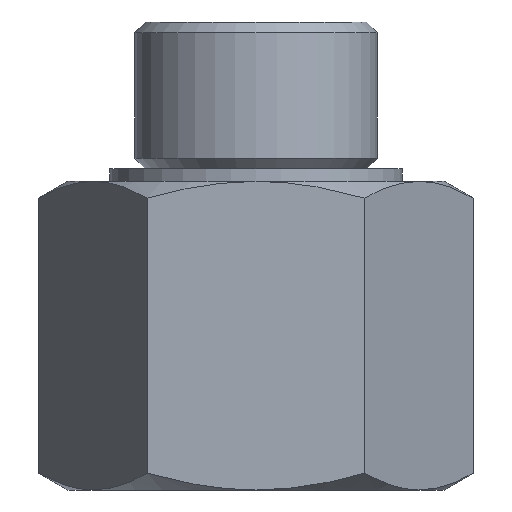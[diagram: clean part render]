
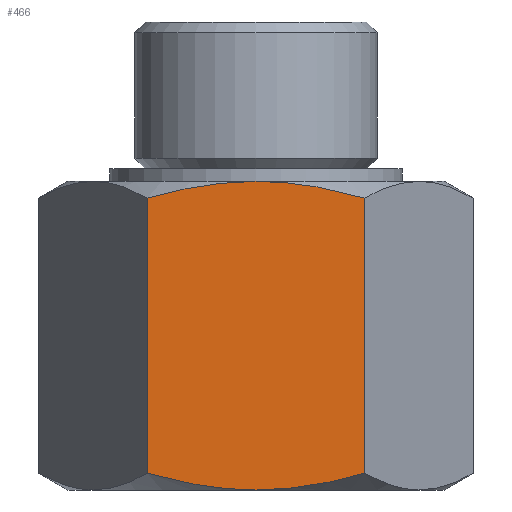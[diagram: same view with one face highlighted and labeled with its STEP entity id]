
A CAD part, left-side view. The second image highlights one B-rep face of the part: STEP entity #466.
In plain terms, the highlighted planar face has unit normal (-1, 0, 0).
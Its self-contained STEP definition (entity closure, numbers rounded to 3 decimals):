
#20=LINE('',#885,#26);
#21=LINE('',#886,#27);
#26=VECTOR('',#666,1000.);
#27=VECTOR('',#667,1000.);
#45=PLANE('',#542);
#159=ORIENTED_EDGE('',*,*,#203,.T.);
#160=ORIENTED_EDGE('',*,*,#207,.T.);
#161=ORIENTED_EDGE('',*,*,#247,.F.);
#162=ORIENTED_EDGE('',*,*,#210,.T.);
#163=ORIENTED_EDGE('',*,*,#213,.T.);
#164=ORIENTED_EDGE('',*,*,#248,.T.);
#203=EDGE_CURVE('',#258,#259,#298,.T.);
#207=EDGE_CURVE('',#259,#262,#301,.T.);
#210=EDGE_CURVE('',#264,#265,#303,.T.);
#213=EDGE_CURVE('',#265,#267,#305,.T.);
#247=EDGE_CURVE('',#264,#262,#20,.T.);
#248=EDGE_CURVE('',#267,#258,#21,.T.);
#258=VERTEX_POINT('',#715);
#259=VERTEX_POINT('',#717);
#262=VERTEX_POINT('',#740);
#264=VERTEX_POINT('',#752);
#265=VERTEX_POINT('',#753);
#267=VERTEX_POINT('',#766);
#298=B_SPLINE_CURVE_WITH_KNOTS('',3,(#718,#719,#720,#721),.UNSPECIFIED.,
 .F.,.F.,(4,4),(0.026,0.038),.UNSPECIFIED.);
#301=B_SPLINE_CURVE_WITH_KNOTS('',3,(#736,#737,#738,#739),.UNSPECIFIED.,
 .F.,.F.,(4,4),(0.038,0.05),.UNSPECIFIED.);
#303=B_SPLINE_CURVE_WITH_KNOTS('',3,(#748,#749,#750,#751),.UNSPECIFIED.,
 .F.,.F.,(4,4),(0.026,0.038),.UNSPECIFIED.);
#305=B_SPLINE_CURVE_WITH_KNOTS('',3,(#762,#763,#764,#765),.UNSPECIFIED.,
 .F.,.F.,(4,4),(0.038,0.05),.UNSPECIFIED.);
#363=EDGE_LOOP('',(#159,#160,#161,#162,#163,#164));
#415=FACE_BOUND('',#363,.T.);
#466=ADVANCED_FACE('',(#415),#45,.F.);
#542=AXIS2_PLACEMENT_3D('',#884,#664,#665);
#664=DIRECTION('',(1.,0.,0.));
#665=DIRECTION('',(0.,0.,-1.));
#666=DIRECTION('',(0.,0.,-1.));
#667=DIRECTION('',(0.,0.,-1.));
#715=CARTESIAN_POINT('',(-20.5,11.836,-33.169));
#717=CARTESIAN_POINT('',(-20.5,0.,-35.));
#718=CARTESIAN_POINT('',(-20.5,11.836,-33.169));
#719=CARTESIAN_POINT('',(-20.5,7.98,-34.282));
#720=CARTESIAN_POINT('',(-20.5,4.053,-35.));
#721=CARTESIAN_POINT('',(-20.5,0.,-35.));
#736=CARTESIAN_POINT('',(-20.5,0.,-35.));
#737=CARTESIAN_POINT('',(-20.5,-4.051,-35.));
#738=CARTESIAN_POINT('',(-20.5,-7.984,-34.281));
#739=CARTESIAN_POINT('',(-20.5,-11.836,-33.169));
#740=CARTESIAN_POINT('',(-20.5,-11.836,-33.169));
#748=CARTESIAN_POINT('',(-20.5,-11.836,-3.196));
#749=CARTESIAN_POINT('',(-20.5,-7.98,-2.083));
#750=CARTESIAN_POINT('',(-20.5,-4.053,-1.365));
#751=CARTESIAN_POINT('',(-20.5,0.,-1.365));
#752=CARTESIAN_POINT('',(-20.5,-11.836,-3.196));
#753=CARTESIAN_POINT('',(-20.5,0.,-1.365));
#762=CARTESIAN_POINT('',(-20.5,0.,-1.365));
#763=CARTESIAN_POINT('',(-20.5,4.051,-1.365));
#764=CARTESIAN_POINT('',(-20.5,7.984,-2.084));
#765=CARTESIAN_POINT('',(-20.5,11.836,-3.196));
#766=CARTESIAN_POINT('',(-20.5,11.836,-3.196));
#884=CARTESIAN_POINT('',(-20.5,11.836,-1.365));
#885=CARTESIAN_POINT('',(-20.5,-11.836,-1.365));
#886=CARTESIAN_POINT('',(-20.5,11.836,-1.365));
